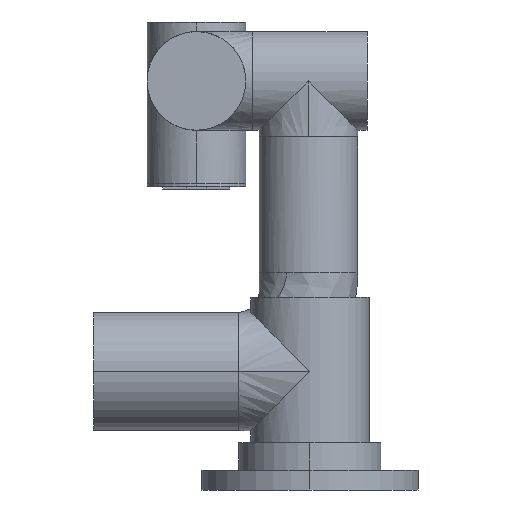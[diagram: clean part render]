
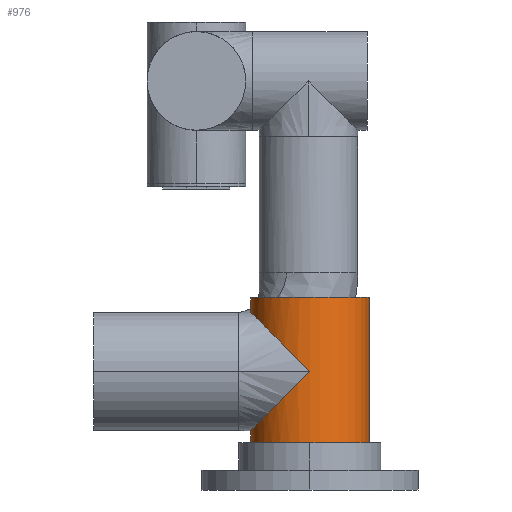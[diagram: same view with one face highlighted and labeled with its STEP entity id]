
A CAD part, left-side view. The second image highlights one B-rep face of the part: STEP entity #976.
In plain terms, the highlighted cylindrical face has radius 60 mm (diameter 120 mm), a partial arc.
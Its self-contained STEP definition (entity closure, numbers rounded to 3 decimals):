
#434=CARTESIAN_POINT('Vertex',(60.,0.,-934.354)) ;
#438=CARTESIAN_POINT('Control Point',(0.,60.,-874.354)) ;
#439=CARTESIAN_POINT('Control Point',(0.852,60.,-875.206)) ;
#440=CARTESIAN_POINT('Control Point',(1.704,59.985,-876.059)) ;
#441=CARTESIAN_POINT('Control Point',(2.391,59.957,-876.747)) ;
#442=CARTESIAN_POINT('Control Point',(3.603,59.899,-877.958)) ;
#443=CARTESIAN_POINT('Control Point',(4.813,59.811,-879.168)) ;
#444=CARTESIAN_POINT('Control Point',(5.5,59.757,-879.855)) ;
#445=CARTESIAN_POINT('Control Point',(11.215,59.169,-885.569)) ;
#446=CARTESIAN_POINT('Control Point',(16.89,57.892,-891.244)) ;
#447=CARTESIAN_POINT('Control Point',(21.655,56.299,-896.01)) ;
#448=CARTESIAN_POINT('Control Point',(29.978,52.508,-904.332)) ;
#449=CARTESIAN_POINT('Control Point',(37.783,46.898,-912.138)) ;
#450=CARTESIAN_POINT('Control Point',(41.078,44.067,-915.433)) ;
#451=CARTESIAN_POINT('Control Point',(46.705,38.248,-921.059)) ;
#452=CARTESIAN_POINT('Control Point',(51.521,31.113,-925.876)) ;
#453=CARTESIAN_POINT('Control Point',(53.473,27.66,-927.827)) ;
#454=CARTESIAN_POINT('Control Point',(56.792,20.401,-931.146)) ;
#455=CARTESIAN_POINT('Control Point',(58.931,12.345,-933.285)) ;
#456=CARTESIAN_POINT('Control Point',(59.648,8.256,-934.002)) ;
#457=CARTESIAN_POINT('Control Point',(60.,4.111,-934.354)) ;
#458=CARTESIAN_POINT('Control Point',(60.,0.,-934.354)) ;
#459=CARTESIAN_POINT('Vertex',(0.,60.,-874.354)) ;
#707=CARTESIAN_POINT('Control Point',(0.,60.,-874.354)) ;
#708=CARTESIAN_POINT('Control Point',(0.852,60.,-873.502)) ;
#709=CARTESIAN_POINT('Control Point',(1.704,59.985,-872.65)) ;
#710=CARTESIAN_POINT('Control Point',(2.391,59.957,-871.962)) ;
#711=CARTESIAN_POINT('Control Point',(3.603,59.899,-870.751)) ;
#712=CARTESIAN_POINT('Control Point',(4.814,59.811,-869.541)) ;
#713=CARTESIAN_POINT('Control Point',(5.5,59.757,-868.854)) ;
#714=CARTESIAN_POINT('Control Point',(11.215,59.169,-863.14)) ;
#715=CARTESIAN_POINT('Control Point',(16.89,57.892,-857.464)) ;
#716=CARTESIAN_POINT('Control Point',(21.655,56.299,-852.699)) ;
#717=CARTESIAN_POINT('Control Point',(29.978,52.508,-844.377)) ;
#718=CARTESIAN_POINT('Control Point',(37.783,46.898,-836.571)) ;
#719=CARTESIAN_POINT('Control Point',(41.078,44.067,-833.276)) ;
#720=CARTESIAN_POINT('Control Point',(46.705,38.248,-827.649)) ;
#721=CARTESIAN_POINT('Control Point',(51.521,31.113,-822.833)) ;
#722=CARTESIAN_POINT('Control Point',(53.473,27.66,-820.881)) ;
#723=CARTESIAN_POINT('Control Point',(56.792,20.401,-817.563)) ;
#724=CARTESIAN_POINT('Control Point',(58.931,12.345,-815.424)) ;
#725=CARTESIAN_POINT('Control Point',(59.648,8.256,-814.707)) ;
#726=CARTESIAN_POINT('Control Point',(60.,4.111,-814.354)) ;
#727=CARTESIAN_POINT('Control Point',(60.,0.,-814.354)) ;
#728=CARTESIAN_POINT('Vertex',(60.,0.,-814.354)) ;
#921=CARTESIAN_POINT('Axis2P3D Location',(0.,0.,-874.354)) ;
#926=CARTESIAN_POINT('Axis2P3D Location',(0.,0.,-799.279)) ;
#930=CARTESIAN_POINT('Vertex',(-60.,0.,-799.279)) ;
#932=CARTESIAN_POINT('Vertex',(60.,0.,-799.279)) ;
#935=CARTESIAN_POINT('Line Origine',(60.,0.,-872.854)) ;
#939=CARTESIAN_POINT('Vertex',(60.,0.,-802.279)) ;
#942=CARTESIAN_POINT('Line Origine',(60.,0.,-872.854)) ;
#947=CARTESIAN_POINT('Line Origine',(60.,0.,-872.854)) ;
#951=CARTESIAN_POINT('Vertex',(60.,0.,-946.429)) ;
#954=CARTESIAN_POINT('Axis2P3D Location',(0.,0.,-946.429)) ;
#958=CARTESIAN_POINT('Vertex',(-60.,0.,-946.429)) ;
#961=CARTESIAN_POINT('Line Origine',(-60.,0.,-872.854)) ;
#922=DIRECTION('Axis2P3D Direction',(0.,0.,-1.)) ;
#923=DIRECTION('Axis2P3D XDirection',(1.,0.,0.)) ;
#927=DIRECTION('Axis2P3D Direction',(0.,0.,-1.)) ;
#936=DIRECTION('Vector Direction',(0.,0.,-1.)) ;
#943=DIRECTION('Vector Direction',(0.,0.,-1.)) ;
#948=DIRECTION('Vector Direction',(0.,0.,-1.)) ;
#955=DIRECTION('Axis2P3D Direction',(0.,0.,-1.)) ;
#962=DIRECTION('Vector Direction',(0.,0.,-1.)) ;
#924=AXIS2_PLACEMENT_3D('Cylinder Axis2P3D',#921,#922,#923) ;
#928=AXIS2_PLACEMENT_3D('Circle Axis2P3D',#926,#927,$) ;
#956=AXIS2_PLACEMENT_3D('Circle Axis2P3D',#954,#955,$) ;
#967=ORIENTED_EDGE('',*,*,#934,.T.) ;
#968=ORIENTED_EDGE('',*,*,#941,.F.) ;
#969=ORIENTED_EDGE('',*,*,#946,.T.) ;
#970=ORIENTED_EDGE('',*,*,#730,.F.) ;
#971=ORIENTED_EDGE('',*,*,#461,.T.) ;
#972=ORIENTED_EDGE('',*,*,#953,.T.) ;
#973=ORIENTED_EDGE('',*,*,#960,.T.) ;
#974=ORIENTED_EDGE('',*,*,#965,.F.) ;
#937=VECTOR('Line Direction',#936,1.) ;
#944=VECTOR('Line Direction',#943,1.) ;
#949=VECTOR('Line Direction',#948,1.) ;
#963=VECTOR('Line Direction',#962,1.) ;
#976=ADVANCED_FACE('\X2\96F64EF651E04F554F53\X0\',(#975),#925,.T.) ;
#437=B_SPLINE_CURVE_WITH_KNOTS('',5,(#438,#439,#440,#441,#442,#443,#444,#445,#446,#447,#448,#449,#450,#451,#452,#453,#454,#455,#456,#457,#458),.UNSPECIFIED.,.F.,.U.,(6,3,3,3,3,3,6),(0.,8.102,16.204,62.57,98.79,127.939,155.875),.UNSPECIFIED.) ;
#706=B_SPLINE_CURVE_WITH_KNOTS('',5,(#707,#708,#709,#710,#711,#712,#713,#714,#715,#716,#717,#718,#719,#720,#721,#722,#723,#724,#725,#726,#727),.UNSPECIFIED.,.F.,.U.,(6,3,3,3,3,3,6),(0.,8.102,16.203,62.57,98.789,127.939,155.875),.UNSPECIFIED.) ;
#929=CIRCLE('generated circle',#928,60.) ;
#957=CIRCLE('generated circle',#956,60.) ;
#925=CYLINDRICAL_SURFACE('generated cylinder',#924,60.) ;
#461=EDGE_CURVE('',#460,#435,#437,.T.) ;
#730=EDGE_CURVE('',#460,#729,#706,.T.) ;
#934=EDGE_CURVE('',#931,#933,#929,.T.) ;
#941=EDGE_CURVE('',#940,#933,#938,.F.) ;
#946=EDGE_CURVE('',#940,#729,#945,.T.) ;
#953=EDGE_CURVE('',#435,#952,#950,.T.) ;
#960=EDGE_CURVE('',#952,#959,#957,.F.) ;
#965=EDGE_CURVE('',#931,#959,#964,.T.) ;
#966=EDGE_LOOP('',(#967,#968,#969,#970,#971,#972,#973,#974)) ;
#975=FACE_OUTER_BOUND('',#966,.T.) ;
#938=LINE('Line',#935,#937) ;
#945=LINE('Line',#942,#944) ;
#950=LINE('Line',#947,#949) ;
#964=LINE('Line',#961,#963) ;
#435=VERTEX_POINT('',#434) ;
#460=VERTEX_POINT('',#459) ;
#729=VERTEX_POINT('',#728) ;
#931=VERTEX_POINT('',#930) ;
#933=VERTEX_POINT('',#932) ;
#940=VERTEX_POINT('',#939) ;
#952=VERTEX_POINT('',#951) ;
#959=VERTEX_POINT('',#958) ;
